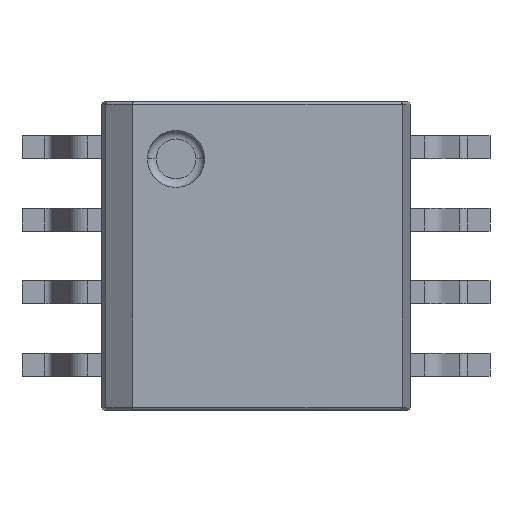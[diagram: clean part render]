
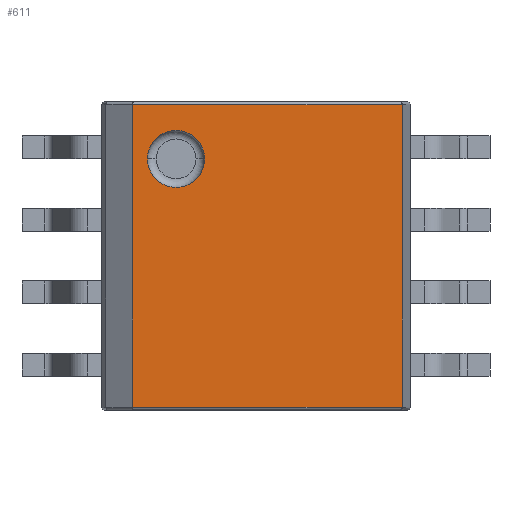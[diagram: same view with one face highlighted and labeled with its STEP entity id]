
A CAD part, top view. The second image highlights one B-rep face of the part: STEP entity #611.
In plain terms, the highlighted planar face has unit normal (0, 0, 1).
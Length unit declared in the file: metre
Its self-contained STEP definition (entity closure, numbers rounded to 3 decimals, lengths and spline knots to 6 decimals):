
#611 = ADVANCED_FACE( '', ( #1700, #1701 ), #1702, .T. );
#699 = EDGE_CURVE( '', #1852, #1852, #1853, .T. );
#1061 = EDGE_CURVE( '', #2381, #1932, #2393, .T. );
#1063 = EDGE_CURVE( '', #2381, #2321, #2395, .T. );
#1413 = EDGE_CURVE( '', #1779, #1932, #2819, .T. );
#1559 = EDGE_CURVE( '', #1779, #2321, #2984, .T. );
#1700 = FACE_OUTER_BOUND( '', #3161, .T. );
#1701 = FACE_BOUND( '', #3162, .T. );
#1702 = PLANE( '', #3163 );
#1779 = VERTEX_POINT( '', #3269 );
#1852 = VERTEX_POINT( '', #3383 );
#1853 = CIRCLE( '', #3384, 0.0005 );
#1932 = VERTEX_POINT( '', #3494 );
#2321 = VERTEX_POINT( '', #4037 );
#2381 = VERTEX_POINT( '', #4131 );
#2393 = LINE( '', #4148, #4149 );
#2395 = LINE( '', #4152, #4153 );
#2819 = LINE( '', #4888, #4889 );
#2984 = LINE( '', #5169, #5170 );
#3161 = EDGE_LOOP( '', ( #5249, #5250, #5251, #5252 ) );
#3162 = EDGE_LOOP( '', ( #5253 ) );
#3163 = AXIS2_PLACEMENT_3D( '', #5254, #5255, #5256 );
#3269 = CARTESIAN_POINT( '', ( -0.002162, 0.00265, 0.002153 ) );
#3383 = CARTESIAN_POINT( '', ( -0.0009, 0.0017, 0.002153 ) );
#3384 = AXIS2_PLACEMENT_3D( '', #5434, #5435, #5436 );
#3494 = CARTESIAN_POINT( '', ( 0.002562, 0.00265, 0.002153 ) );
#4037 = CARTESIAN_POINT( '', ( -0.002162, -0.00265, 0.002153 ) );
#4131 = CARTESIAN_POINT( '', ( 0.002562, -0.00265, 0.002153 ) );
#4148 = CARTESIAN_POINT( '', ( 0.002562, -0.0027, 0.002153 ) );
#4149 = VECTOR( '', #6182, 1. );
#4152 = CARTESIAN_POINT( '', ( 0.0027, -0.00265, 0.002153 ) );
#4153 = VECTOR( '', #6183, 1. );
#4888 = CARTESIAN_POINT( '', ( 0.0027, 0.00265, 0.002153 ) );
#4889 = VECTOR( '', #6725, 1. );
#5169 = CARTESIAN_POINT( '', ( -0.002162, -0.0027, 0.002153 ) );
#5170 = VECTOR( '', #6947, 1. );
#5249 = ORIENTED_EDGE( '', *, *, #1061, .T. );
#5250 = ORIENTED_EDGE( '', *, *, #1413, .F. );
#5251 = ORIENTED_EDGE( '', *, *, #1559, .T. );
#5252 = ORIENTED_EDGE( '', *, *, #1063, .F. );
#5253 = ORIENTED_EDGE( '', *, *, #699, .T. );
#5254 = CARTESIAN_POINT( '', ( 0.0027, -0.0027, 0.002153 ) );
#5255 = DIRECTION( '', ( 0., 0., 1. ) );
#5256 = DIRECTION( '', ( 1., 0., 0. ) );
#5434 = CARTESIAN_POINT( '', ( -0.0014, 0.0017, 0.002153 ) );
#5435 = DIRECTION( '', ( 0., 0., -1. ) );
#5436 = DIRECTION( '', ( 1., 0., 0. ) );
#6182 = DIRECTION( '', ( 0., 1., 0. ) );
#6183 = DIRECTION( '', ( -1., 0., 0. ) );
#6725 = DIRECTION( '', ( 1., 0., 0. ) );
#6947 = DIRECTION( '', ( 0., -1., 0. ) );
